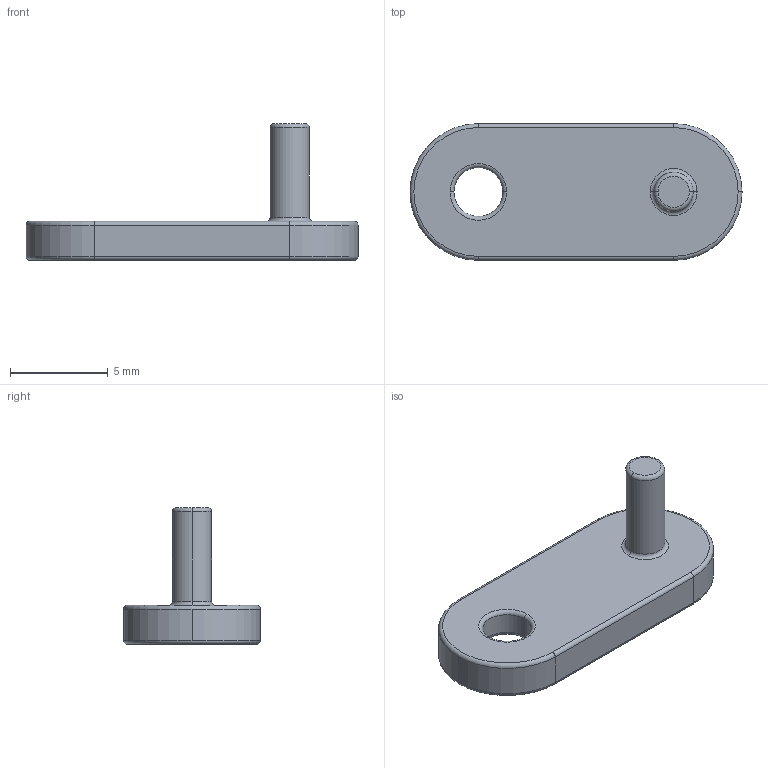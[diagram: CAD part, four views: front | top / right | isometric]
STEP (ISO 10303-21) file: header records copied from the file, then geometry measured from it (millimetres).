
FILE_DESCRIPTION (( 'STEP AP203' ), '1' );
FILE_NAME ('Moby-Bride palier_Défaut_sldprt.STEP', '2019-11-01T12:17:29', ( '' ), ( '' ), 'SwSTEP 2.0', 'SolidWorks 2017', '' );
FILE_SCHEMA (( 'CONFIG_CONTROL_DESIGN' ));
Length unit declared in the file: millimetre
Products named in the file (1): Moby-Bride palier_Défaut_sldprt
Bounding box: 17 x 7 x 7 mm (x, y, z)
Volume: 180.3 mm3; surface area: 337.4 mm2
Topology: 1 solids, 1 shells, 46 faces, 101 edges, 59 vertices
Faces by surface type: torus 20, cylinder 18, plane 8
Entity records: 1357 total; most frequent: DIRECTION 266, CARTESIAN_POINT 207, ORIENTED_EDGE 202, AXIS2_PLACEMENT_3D 118, EDGE_CURVE 101, CIRCLE 71, VERTEX_POINT 59, EDGE_LOOP 50
